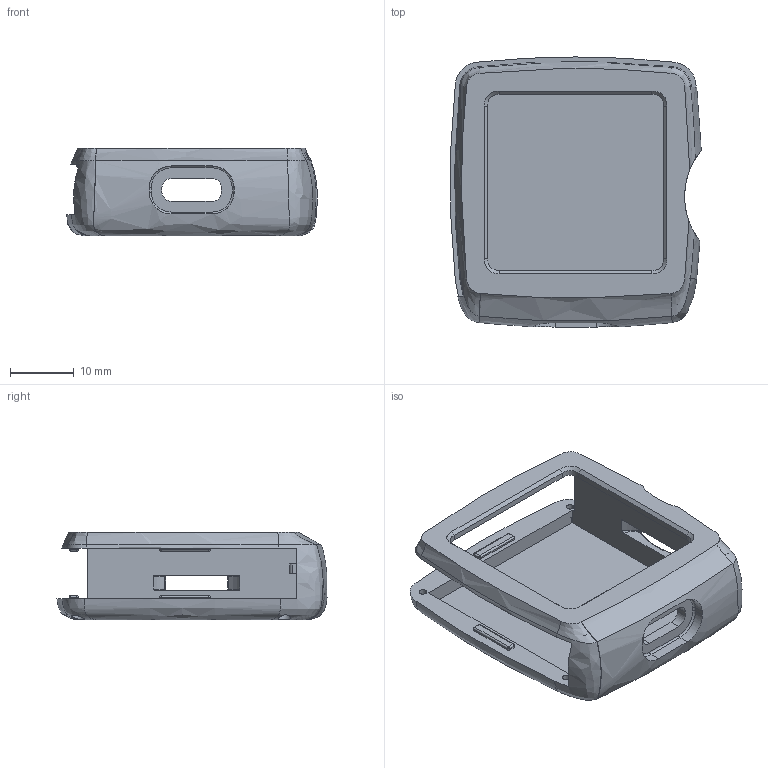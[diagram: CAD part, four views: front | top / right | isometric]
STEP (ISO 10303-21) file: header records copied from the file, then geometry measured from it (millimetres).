
FILE_DESCRIPTION(/* description */ (''),/* implementation_level */ '2;1');
FILE_NAME(/* name */ '主件.step',/* time_stamp */ '2021-10-10T13:30:59+08:00',/* author */ (''),/* organization */ (''),/* preprocessor_version */ 'ST-DEVELOPER v18.1',/* originating_system */ 'Autodesk Translation Framework v10.10.0.1391',/* authorisation */ '');
FILE_SCHEMA (('AUTOMOTIVE_DESIGN { 1 0 10303 214 3 1 1 }'));
Length unit declared in the file: millimetre
Products named in the file (1): 主件
Bounding box: 39.42 x 42.5 x 13.8 mm (x, y, z)
Volume: 4697.9 mm3; surface area: 6616.2 mm2
Topology: 1 solids, 1 shells, 318 faces, 833 edges, 531 vertices
Faces by surface type: bspline 132, plane 109, cylinder 57, sphere 16, torus 4
Full cylindrical faces by diameter (mm): 0.769 x3, 1.2 x3, 2 x3
Entity records: 14123 total; most frequent: CARTESIAN_POINT 7176, ORIENTED_EDGE 1666, DIRECTION 1023, EDGE_CURVE 833, VERTEX_POINT 531, LINE 381, VECTOR 381, EDGE_LOOP 350
